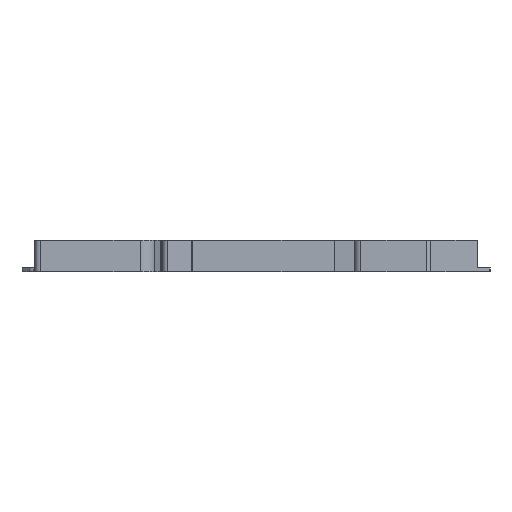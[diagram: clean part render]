
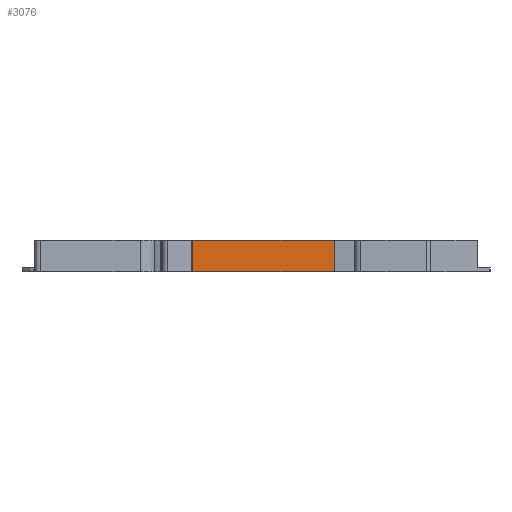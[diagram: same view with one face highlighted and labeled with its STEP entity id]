
A CAD part, front view. The second image highlights one B-rep face of the part: STEP entity #3076.
In plain terms, the highlighted planar face has unit normal (0, -1, 0).
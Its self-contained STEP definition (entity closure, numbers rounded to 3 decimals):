
#843=DIRECTION('',(0.,0.,-1.));
#844=VECTOR('',#843,5.1);
#845=CARTESIAN_POINT('',(-11.321,0.3,0.));
#846=LINE('',#845,#844);
#847=DIRECTION('',(-1.,0.,0.));
#848=VECTOR('',#847,23.042);
#849=CARTESIAN_POINT('',(11.721,0.3,-5.1));
#850=LINE('',#849,#848);
#851=DIRECTION('',(1.,0.,0.));
#852=VECTOR('',#851,23.042);
#853=CARTESIAN_POINT('',(-11.321,0.3,0.));
#854=LINE('',#853,#852);
#855=DIRECTION('',(0.,0.,-1.));
#856=VECTOR('',#855,5.1);
#857=CARTESIAN_POINT('',(11.721,0.3,0.));
#858=LINE('',#857,#856);
#1820=CARTESIAN_POINT('',(11.721,0.3,0.));
#1821=VERTEX_POINT('',#1820);
#1842=CARTESIAN_POINT('',(11.721,0.3,-5.1));
#1843=VERTEX_POINT('',#1842);
#1904=CARTESIAN_POINT('',(-11.321,0.3,-5.1));
#1905=VERTEX_POINT('',#1904);
#1906=CARTESIAN_POINT('',(-11.321,0.3,0.));
#1907=VERTEX_POINT('',#1906);
#3064=CARTESIAN_POINT('',(11.721,0.3,0.));
#3065=DIRECTION('',(0.,1.,0.));
#3066=DIRECTION('',(-1.,0.,0.));
#3067=AXIS2_PLACEMENT_3D('',#3064,#3065,#3066);
#3068=PLANE('',#3067);
#3069=ORIENTED_EDGE('',*,*,#2535,.T.);
#3070=ORIENTED_EDGE('',*,*,#3057,.F.);
#3071=ORIENTED_EDGE('',*,*,#2364,.T.);
#3073=ORIENTED_EDGE('',*,*,#3072,.T.);
#3074=EDGE_LOOP('',(#3069,#3070,#3071,#3073));
#3075=FACE_OUTER_BOUND('',#3074,.F.);
#2364=EDGE_CURVE('',#1907,#1821,#854,.T.);
#2535=EDGE_CURVE('',#1843,#1905,#850,.T.);
#3057=EDGE_CURVE('',#1907,#1905,#846,.T.);
#3072=EDGE_CURVE('',#1821,#1843,#858,.T.);
#3076=ADVANCED_FACE('',(#3075),#3068,.F.);
